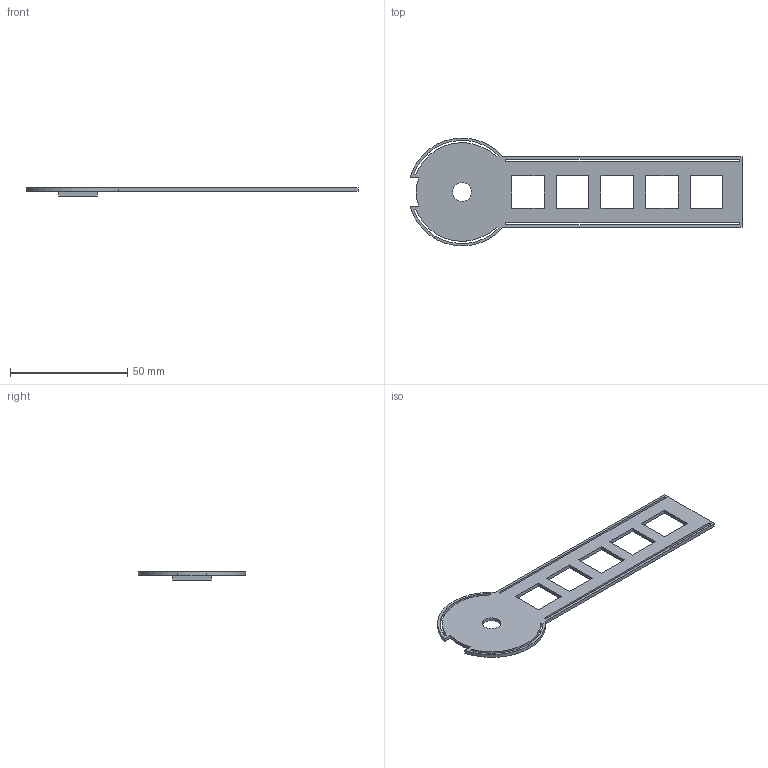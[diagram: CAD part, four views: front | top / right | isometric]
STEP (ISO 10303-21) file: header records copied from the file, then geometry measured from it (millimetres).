
FILE_DESCRIPTION(/* description */ (''),/* implementation_level */ '2;1');
FILE_NAME(/* name */ 'Plate.step',/* time_stamp */ '2023-01-29T12:33:07-05:00',/* author */ (''),/* organization */ (''),/* preprocessor_version */ 'ST-DEVELOPER v19',/* originating_system */ 'Autodesk Translation Framework v11.7.0.108',/* authorisation */ '');
FILE_SCHEMA (('AUTOMOTIVE_DESIGN { 1 0 10303 214 3 1 1 }'));
Length unit declared in the file: millimetre
Products named in the file (1): Plate
Bounding box: 141.49 x 45.98 x 3.5 mm (x, y, z)
Volume: 5136.9 mm3; surface area: 8621.9 mm2
Topology: 1 solids, 1 shells, 57 faces, 159 edges, 106 vertices
Faces by surface type: plane 49, cylinder 8
Full cylindrical faces by diameter (mm): 8 x1
Entity records: 1889 total; most frequent: CARTESIAN_POINT 323, ORIENTED_EDGE 318, DIRECTION 291, EDGE_CURVE 159, LINE 143, VECTOR 143, VERTEX_POINT 106, EDGE_LOOP 79
